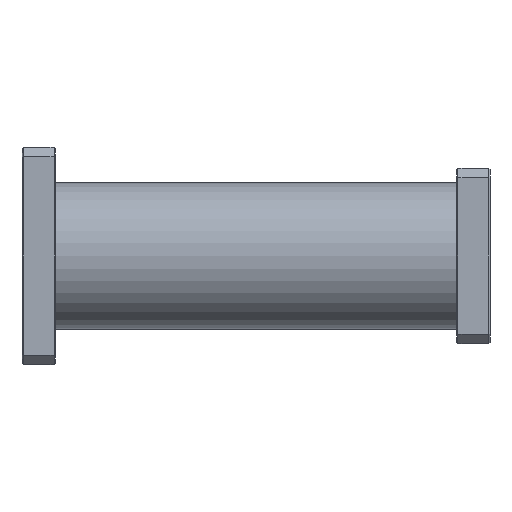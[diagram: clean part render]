
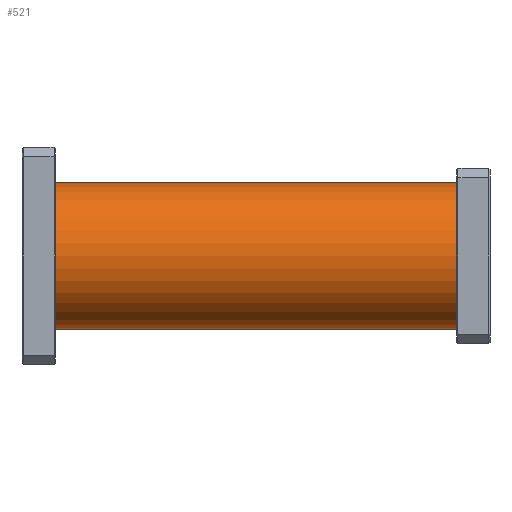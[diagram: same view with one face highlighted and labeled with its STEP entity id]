
A CAD part, front view. The second image highlights one B-rep face of the part: STEP entity #521.
In plain terms, the highlighted cylindrical face has radius 13.97 mm (diameter 27.94 mm), a partial arc.
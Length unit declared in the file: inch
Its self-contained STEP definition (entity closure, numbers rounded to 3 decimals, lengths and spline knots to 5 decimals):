
#125 = CARTESIAN_POINT ( 'NONE',  ( 3.25, 0., 0.55 ) ) ;
#132 = CARTESIAN_POINT ( 'NONE',  ( 3.25, 0., 0. ) ) ;
#168 = LINE ( 'NONE', #1663, #1347 ) ;
#183 = ORIENTED_EDGE ( 'NONE', *, *, #1029, .F. ) ;
#419 = DIRECTION ( 'NONE',  ( 1., 0., 0. ) ) ;
#481 = EDGE_LOOP ( 'NONE', ( #1152, #1499, #1539, #183 ) ) ;
#521 = ADVANCED_FACE ( 'NONE', ( #1383 ), #1702, .T. ) ;
#523 = AXIS2_PLACEMENT_3D ( 'NONE', #132, #1564, #2120 ) ;
#626 = EDGE_CURVE ( 'NONE', #1840, #1307, #1742, .T. ) ;
#628 = VECTOR ( 'NONE', #670, 39.37008 ) ;
#670 = DIRECTION ( 'NONE',  ( 1., 0., 0. ) ) ;
#894 = CARTESIAN_POINT ( 'NONE',  ( 0.25, 0., 0. ) ) ;
#936 = DIRECTION ( 'NONE',  ( 0., 0., -1. ) ) ;
#1029 = EDGE_CURVE ( 'NONE', #1763, #1412, #1234, .T. ) ;
#1152 = ORIENTED_EDGE ( 'NONE', *, *, #1924, .F. ) ;
#1229 = CARTESIAN_POINT ( 'NONE',  ( 0.25, 0., -0.55 ) ) ;
#1234 = CIRCLE ( 'NONE', #523, 0.55 ) ;
#1236 = CARTESIAN_POINT ( 'NONE',  ( 0.25, 0., 0.55 ) ) ;
#1307 = VERTEX_POINT ( 'NONE', #1229 ) ;
#1347 = VECTOR ( 'NONE', #419, 39.37008 ) ;
#1361 = AXIS2_PLACEMENT_3D ( 'NONE', #894, #2153, #1817 ) ;
#1383 = FACE_OUTER_BOUND ( 'NONE', #481, .T. ) ;
#1412 = VERTEX_POINT ( 'NONE', #1791 ) ;
#1499 = ORIENTED_EDGE ( 'NONE', *, *, #626, .T. ) ;
#1539 = ORIENTED_EDGE ( 'NONE', *, *, #1547, .T. ) ;
#1547 = EDGE_CURVE ( 'NONE', #1307, #1412, #168, .T. ) ;
#1564 = DIRECTION ( 'NONE',  ( 1., 0., 0. ) ) ;
#1657 = DIRECTION ( 'NONE',  ( 1., 0., 0. ) ) ;
#1663 = CARTESIAN_POINT ( 'NONE',  ( 0., 0., -0.55 ) ) ;
#1691 = AXIS2_PLACEMENT_3D ( 'NONE', #1806, #1657, #936 ) ;
#1702 = CYLINDRICAL_SURFACE ( 'NONE', #1691, 0.55 ) ;
#1742 = CIRCLE ( 'NONE', #1361, 0.55 ) ;
#1763 = VERTEX_POINT ( 'NONE', #125 ) ;
#1791 = CARTESIAN_POINT ( 'NONE',  ( 3.25, 0., -0.55 ) ) ;
#1806 = CARTESIAN_POINT ( 'NONE',  ( 0., 0., 0. ) ) ;
#1817 = DIRECTION ( 'NONE',  ( 0., 0., -1. ) ) ;
#1840 = VERTEX_POINT ( 'NONE', #1236 ) ;
#1924 = EDGE_CURVE ( 'NONE', #1840, #1763, #2240, .T. ) ;
#2120 = DIRECTION ( 'NONE',  ( 0., 0., -1. ) ) ;
#2153 = DIRECTION ( 'NONE',  ( 1., 0., 0. ) ) ;
#2240 = LINE ( 'NONE', #2302, #628 ) ;
#2302 = CARTESIAN_POINT ( 'NONE',  ( 0., 0., 0.55 ) ) ;
